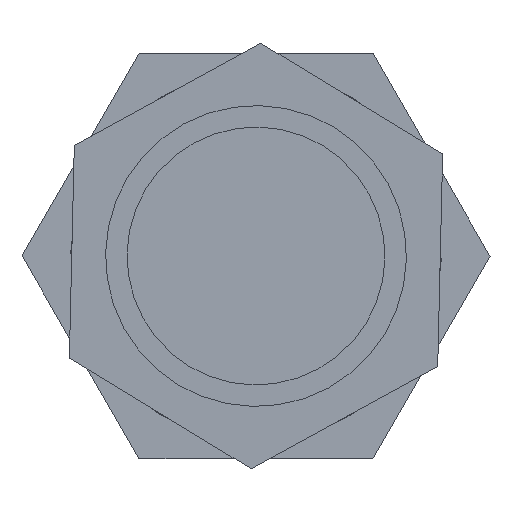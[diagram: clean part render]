
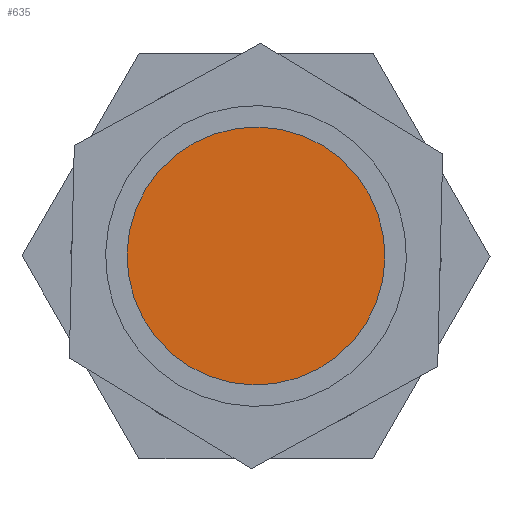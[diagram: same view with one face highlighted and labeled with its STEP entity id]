
A CAD part, front view. The second image highlights one B-rep face of the part: STEP entity #635.
In plain terms, the highlighted planar face has unit normal (0, -1, 0).
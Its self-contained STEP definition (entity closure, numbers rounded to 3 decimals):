
#257=ORIENTED_EDGE('',*,*,#323,.F.);
#323=EDGE_CURVE('',#377,#377,#407,.T.);
#377=VERTEX_POINT('',#1339);
#407=CIRCLE('',#973,21.);
#483=EDGE_LOOP('',(#257));
#559=FACE_BOUND('',#483,.T.);
#589=PLANE('',#974);
#635=ADVANCED_FACE('',(#559),#589,.F.);
#973=AXIS2_PLACEMENT_3D('',#1338,#1166,#1167);
#974=AXIS2_PLACEMENT_3D('',#1340,#1168,#1169);
#1166=DIRECTION('',(0.,1.,0.));
#1167=DIRECTION('',(1.,0.,0.));
#1168=DIRECTION('',(0.,1.,0.));
#1169=DIRECTION('',(0.,0.,1.));
#1338=CARTESIAN_POINT('',(0.,-17.5,0.));
#1339=CARTESIAN_POINT('',(21.,-17.5,0.));
#1340=CARTESIAN_POINT('',(0.,-17.5,0.));
